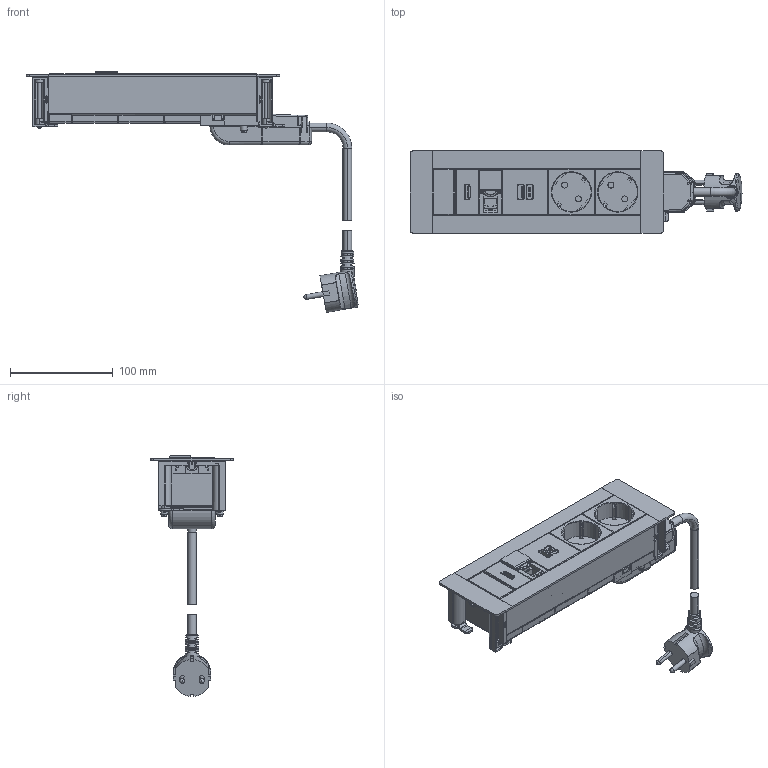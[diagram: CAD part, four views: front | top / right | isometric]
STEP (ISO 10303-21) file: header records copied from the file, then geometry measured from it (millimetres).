
FILE_DESCRIPTION(('CATIA V5 STEP Exchange','CAx-IF Rec.Pracs.--- Model Styling and Organization---1.5--- 2016-08-15','CAx-IF Rec.Pracs.---Supplemental Geometry---1.0---2011-11-01','CAx-IF Rec.Pracs.--- Composite Materials ---1.1---2010-07-15'),'2;1');
FILE_NAME('LG-654787_AllCATPart.stp','2023-10-05T07:50:47+00:00',('none'),('none'),'CATIA Version 5-6 Release 2020 SP3','CATIA V5 STEP AP214 v2','none');
FILE_SCHEMA(('AUTOMOTIVE_DESIGN { 1 0 10303 214 1 1 1 1 }'));
Products named in the file (1): LG-654787_AllCATPart
Bounding box: 322.74 x 80 x 234.25 mm (x, y, z)
Volume: 358636 mm3; surface area: 260366.5 mm2
Topology: 37 solids, 38 shells, 2639 faces, 7232 edges, 4629 vertices
Faces by surface type: plane 1582, cylinder 743, torus 89, bspline 76, extrusion 62, sphere 56, cone 27, revolution 4
Entity records: 84293 total; most frequent: CARTESIAN_POINT 21757, ORIENTED_EDGE 14344, DIRECTION 10370, EDGE_CURVE 7172, VECTOR 5067, LINE 5005, VERTEX_POINT 4629, AXIS2_PLACEMENT_3D 3327
